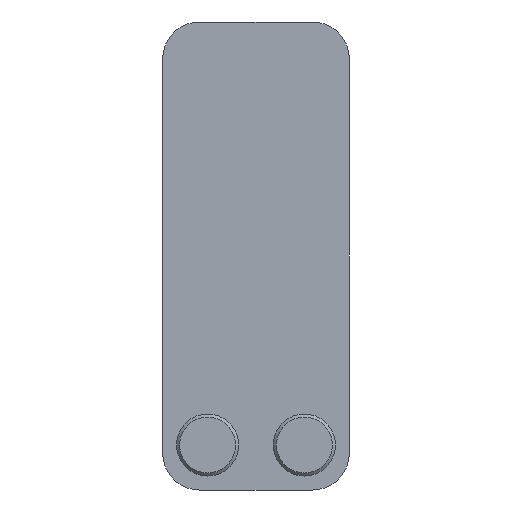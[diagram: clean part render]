
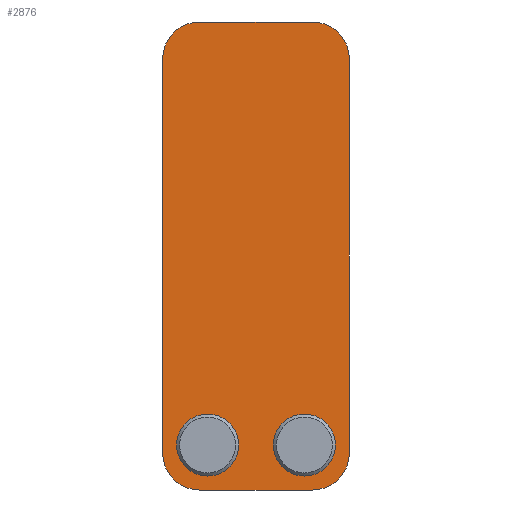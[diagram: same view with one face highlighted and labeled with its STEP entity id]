
A CAD part, front view. The second image highlights one B-rep face of the part: STEP entity #2876.
In plain terms, the highlighted planar face has unit normal (0, -1, 0).
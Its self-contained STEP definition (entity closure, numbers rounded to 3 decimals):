
#970=PLANE('',#3248);
#1048=FACE_OUTER_BOUND('',#1138,.T.);
#1138=EDGE_LOOP('',(#2709,#2710,#2711,#2712,#2713,#2714,#2715,#2716));
#1468=LINE('',#5980,#1800);
#1471=LINE('',#5988,#1803);
#1473=LINE('',#5995,#1805);
#1476=LINE('',#6002,#1808);
#1800=VECTOR('',#4254,10.);
#1803=VECTOR('',#4263,10.);
#1805=VECTOR('',#4271,10.);
#1808=VECTOR('',#4280,10.);
#2095=CIRCLE('',#3237,16.);
#2096=CIRCLE('',#3240,16.);
#2097=CIRCLE('',#3243,16.);
#2098=CIRCLE('',#3246,16.);
#2207=VERTEX_POINT('',#5972);
#2208=VERTEX_POINT('',#5974);
#2209=VERTEX_POINT('',#5978);
#2210=VERTEX_POINT('',#5982);
#2211=VERTEX_POINT('',#5986);
#2212=VERTEX_POINT('',#5990);
#2213=VERTEX_POINT('',#5994);
#2214=VERTEX_POINT('',#5998);
#2372=EDGE_CURVE('',#2208,#2207,#2095,.T.);
#2375=EDGE_CURVE('',#2207,#2209,#1468,.T.);
#2377=EDGE_CURVE('',#2209,#2210,#2096,.T.);
#2379=EDGE_CURVE('',#2210,#2211,#1471,.T.);
#2381=EDGE_CURVE('',#2211,#2212,#2097,.T.);
#2382=EDGE_CURVE('',#2213,#2208,#1473,.T.);
#2384=EDGE_CURVE('',#2214,#2213,#2098,.T.);
#2386=EDGE_CURVE('',#2212,#2214,#1476,.T.);
#2709=ORIENTED_EDGE('',*,*,#2386,.T.);
#2710=ORIENTED_EDGE('',*,*,#2384,.T.);
#2711=ORIENTED_EDGE('',*,*,#2382,.T.);
#2712=ORIENTED_EDGE('',*,*,#2372,.T.);
#2713=ORIENTED_EDGE('',*,*,#2375,.T.);
#2714=ORIENTED_EDGE('',*,*,#2377,.T.);
#2715=ORIENTED_EDGE('',*,*,#2379,.T.);
#2716=ORIENTED_EDGE('',*,*,#2381,.T.);
#2876=ADVANCED_FACE('',(#1048),#970,.T.);
#3237=AXIS2_PLACEMENT_3D('',#5975,#4248,#4249);
#3240=AXIS2_PLACEMENT_3D('',#5984,#4258,#4259);
#3243=AXIS2_PLACEMENT_3D('',#5992,#4267,#4268);
#3246=AXIS2_PLACEMENT_3D('',#5999,#4275,#4276);
#3248=AXIS2_PLACEMENT_3D('',#6003,#4281,#4282);
#4248=DIRECTION('center_axis',(0.,-1.,0.));
#4249=DIRECTION('ref_axis',(1.,0.,0.));
#4254=DIRECTION('',(-1.,0.,0.));
#4258=DIRECTION('center_axis',(0.,-1.,0.));
#4259=DIRECTION('ref_axis',(0.,0.,1.));
#4263=DIRECTION('',(0.,0.,-1.));
#4267=DIRECTION('center_axis',(0.,-1.,0.));
#4268=DIRECTION('ref_axis',(-1.,0.,0.));
#4271=DIRECTION('',(0.,0.,1.));
#4275=DIRECTION('center_axis',(0.,-1.,0.));
#4276=DIRECTION('ref_axis',(0.,0.,-1.));
#4280=DIRECTION('',(1.,0.,0.));
#4281=DIRECTION('center_axis',(0.,-1.,0.));
#4282=DIRECTION('ref_axis',(1.,0.,0.));
#5972=CARTESIAN_POINT('',(24.5,0.,203.));
#5974=CARTESIAN_POINT('',(40.5,0.,187.));
#5975=CARTESIAN_POINT('Origin',(24.5,0.,187.));
#5978=CARTESIAN_POINT('',(-24.5,0.,203.));
#5980=CARTESIAN_POINT('',(24.5,0.,203.));
#5982=CARTESIAN_POINT('',(-40.5,0.,187.));
#5984=CARTESIAN_POINT('Origin',(-24.5,0.,187.));
#5986=CARTESIAN_POINT('',(-40.5,0.,16.));
#5988=CARTESIAN_POINT('',(-40.5,0.,187.));
#5990=CARTESIAN_POINT('',(-24.5,0.,0.));
#5992=CARTESIAN_POINT('Origin',(-24.5,0.,16.));
#5994=CARTESIAN_POINT('',(40.5,0.,16.));
#5995=CARTESIAN_POINT('',(40.5,0.,16.));
#5998=CARTESIAN_POINT('',(24.5,0.,0.));
#5999=CARTESIAN_POINT('Origin',(24.5,0.,16.));
#6002=CARTESIAN_POINT('',(-24.5,0.,0.));
#6003=CARTESIAN_POINT('Origin',(0.,0.,
101.5));
